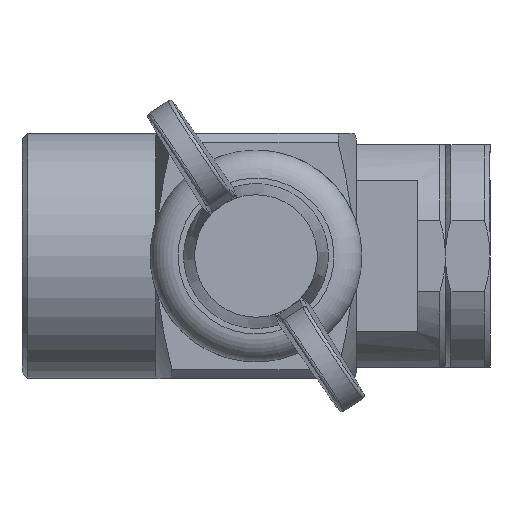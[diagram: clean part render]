
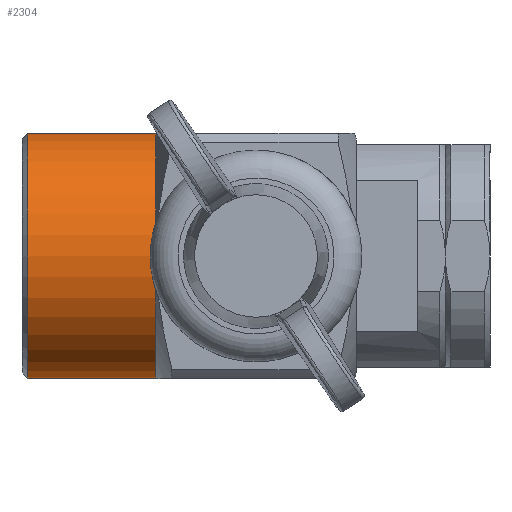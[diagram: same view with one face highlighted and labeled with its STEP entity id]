
A CAD part, front view. The second image highlights one B-rep face of the part: STEP entity #2304.
In plain terms, the highlighted cylindrical face has radius 11 mm (diameter 22 mm), a full revolution.
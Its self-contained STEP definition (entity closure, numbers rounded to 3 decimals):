
#777=ORIENTED_EDGE('',*,*,#1018,.T.);
#778=ORIENTED_EDGE('',*,*,#1017,.F.);
#779=ORIENTED_EDGE('',*,*,#1016,.F.);
#780=ORIENTED_EDGE('',*,*,#1015,.F.);
#781=ORIENTED_EDGE('',*,*,#1014,.F.);
#1014=EDGE_CURVE('',#1165,#1158,#1231,.T.);
#1015=EDGE_CURVE('',#1158,#1141,#1232,.T.);
#1016=EDGE_CURVE('',#1141,#1163,#1233,.T.);
#1017=EDGE_CURVE('',#1163,#1165,#1234,.T.);
#1018=EDGE_CURVE('',#1166,#1166,#1235,.F.);
#1141=VERTEX_POINT('',#3605);
#1158=VERTEX_POINT('',#3691);
#1163=VERTEX_POINT('',#3733);
#1165=VERTEX_POINT('',#3753);
#1166=VERTEX_POINT('',#3768);
#1231=CIRCLE('',#2485,11.);
#1232=CIRCLE('',#2487,11.);
#1233=CIRCLE('',#2489,11.);
#1234=CIRCLE('',#2491,11.);
#1235=CIRCLE('',#2493,11.);
#1345=EDGE_LOOP('',(#777));
#1346=EDGE_LOOP('',(#778,#779,#780,#781));
#1461=FACE_BOUND('',#1345,.T.);
#1462=FACE_BOUND('',#1346,.T.);
#1498=CYLINDRICAL_SURFACE('',#2492,11.);
#2304=ADVANCED_FACE('',(#1461,#1462),#1498,.T.);
#2485=AXIS2_PLACEMENT_3D('',#3759,#2914,#2915);
#2487=AXIS2_PLACEMENT_3D('',#3761,#2918,#2919);
#2489=AXIS2_PLACEMENT_3D('',#3763,#2922,#2923);
#2491=AXIS2_PLACEMENT_3D('',#3765,#2926,#2927);
#2492=AXIS2_PLACEMENT_3D('',#3766,#2928,#2929);
#2493=AXIS2_PLACEMENT_3D('',#3767,#2930,#2931);
#2914=DIRECTION('',(1.,0.,0.));
#2915=DIRECTION('',(0.,0.,1.));
#2918=DIRECTION('',(1.,0.,0.));
#2919=DIRECTION('',(0.,0.,1.));
#2922=DIRECTION('',(1.,0.,0.));
#2923=DIRECTION('',(0.,0.,1.));
#2926=DIRECTION('',(1.,0.,0.));
#2927=DIRECTION('',(0.,0.,1.));
#2928=DIRECTION('',(1.,0.,0.));
#2929=DIRECTION('',(0.,0.,1.));
#2930=DIRECTION('',(-1.,0.,0.));
#2931=DIRECTION('',(0.,0.,-1.));
#3605=CARTESIAN_POINT('',(-9.,25.2,0.));
#3691=CARTESIAN_POINT('',(-9.,14.2,-11.));
#3733=CARTESIAN_POINT('',(-9.,14.2,11.));
#3753=CARTESIAN_POINT('',(-9.,3.2,0.));
#3759=CARTESIAN_POINT('',(-9.,14.2,0.));
#3761=CARTESIAN_POINT('',(-9.,14.2,0.));
#3763=CARTESIAN_POINT('',(-9.,14.2,0.));
#3765=CARTESIAN_POINT('',(-9.,14.2,0.));
#3766=CARTESIAN_POINT('',(39.,14.2,0.));
#3767=CARTESIAN_POINT('',(-20.5,14.2,0.));
#3768=CARTESIAN_POINT('',(-20.5,14.2,-11.));
